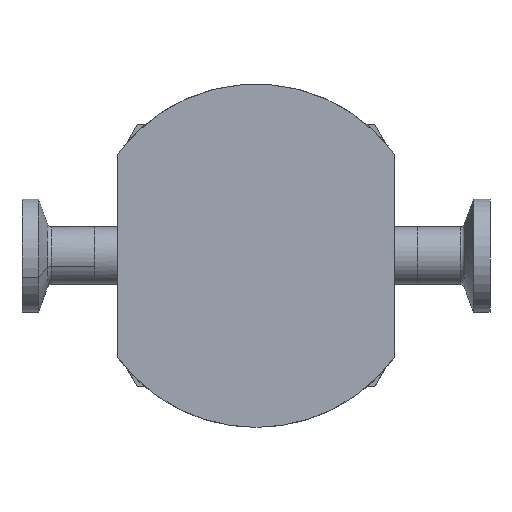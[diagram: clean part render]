
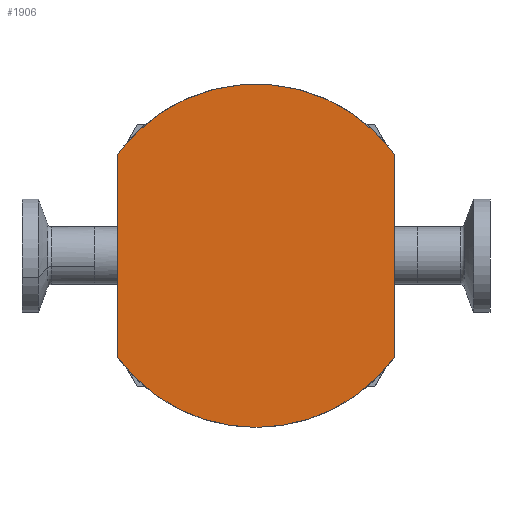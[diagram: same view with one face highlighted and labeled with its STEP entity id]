
A CAD part, front view. The second image highlights one B-rep face of the part: STEP entity #1906.
In plain terms, the highlighted planar face has unit normal (0, -1, 0).
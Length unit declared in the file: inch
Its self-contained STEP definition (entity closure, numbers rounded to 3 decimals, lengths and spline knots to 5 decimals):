
#105 = VERTEX_POINT ( 'NONE', #2065 ) ;
#335 = LINE ( 'NONE', #1450, #1465 ) ;
#358 = EDGE_CURVE ( 'NONE', #105, #2652, #1911, .T. ) ;
#526 = CARTESIAN_POINT ( 'NONE',  ( 1.201, 0., -0.88187 ) ) ;
#603 = EDGE_CURVE ( 'NONE', #3080, #2797, #335, .T. ) ;
#762 = AXIS2_PLACEMENT_3D ( 'NONE', #2916, #1255, #1782 ) ;
#801 = FACE_OUTER_BOUND ( 'NONE', #2249, .T. ) ;
#815 = CARTESIAN_POINT ( 'NONE',  ( -1.201, 0., -0.88187 ) ) ;
#844 = CIRCLE ( 'NONE', #3095, 1.49 ) ;
#1037 = ORIENTED_EDGE ( 'NONE', *, *, #2131, .T. ) ;
#1143 = CIRCLE ( 'NONE', #3140, 1.49 ) ;
#1255 = DIRECTION ( 'NONE',  ( 0., -1., 0. ) ) ;
#1334 = ORIENTED_EDGE ( 'NONE', *, *, #3543, .T. ) ;
#1397 = CIRCLE ( 'NONE', #762, 1.49 ) ;
#1450 = CARTESIAN_POINT ( 'NONE',  ( 1.201, 0., 0. ) ) ;
#1465 = VECTOR ( 'NONE', #3205, 39.37008 ) ;
#1511 = ORIENTED_EDGE ( 'NONE', *, *, #3509, .T. ) ;
#1549 = VECTOR ( 'NONE', #1624, 39.37008 ) ;
#1624 = DIRECTION ( 'NONE',  ( 0., 0., -1. ) ) ;
#1782 = DIRECTION ( 'NONE',  ( 0., 0., -1. ) ) ;
#1789 = DIRECTION ( 'NONE',  ( 0., 0., -1. ) ) ;
#1906 = ADVANCED_FACE ( 'NONE', ( #801 ), #2339, .T. ) ;
#1911 = LINE ( 'NONE', #3292, #1549 ) ;
#1954 = ORIENTED_EDGE ( 'NONE', *, *, #603, .T. ) ;
#1990 = VERTEX_POINT ( 'NONE', #3208 ) ;
#2065 = CARTESIAN_POINT ( 'NONE',  ( -1.201, 0., 0.88187 ) ) ;
#2131 = EDGE_CURVE ( 'NONE', #1990, #3080, #844, .T. ) ;
#2135 = CARTESIAN_POINT ( 'NONE',  ( 0., 0., 0. ) ) ;
#2249 = EDGE_LOOP ( 'NONE', ( #1334, #1037, #1954, #1511, #2803 ) ) ;
#2339 = PLANE ( 'NONE',  #3073 ) ;
#2481 = CARTESIAN_POINT ( 'NONE',  ( 0., 0., 0. ) ) ;
#2623 = DIRECTION ( 'NONE',  ( 0., -1., 0. ) ) ;
#2652 = VERTEX_POINT ( 'NONE', #815 ) ;
#2688 = DIRECTION ( 'NONE',  ( 0., 0., -1. ) ) ;
#2797 = VERTEX_POINT ( 'NONE', #3089 ) ;
#2803 = ORIENTED_EDGE ( 'NONE', *, *, #358, .T. ) ;
#2916 = CARTESIAN_POINT ( 'NONE',  ( 0., 0., 0. ) ) ;
#3007 = DIRECTION ( 'NONE',  ( 0., -1., 0. ) ) ;
#3033 = DIRECTION ( 'NONE',  ( 0., 0., -1. ) ) ;
#3073 = AXIS2_PLACEMENT_3D ( 'NONE', #3443, #2623, #1789 ) ;
#3080 = VERTEX_POINT ( 'NONE', #526 ) ;
#3089 = CARTESIAN_POINT ( 'NONE',  ( 1.201, 0., 0.88187 ) ) ;
#3095 = AXIS2_PLACEMENT_3D ( 'NONE', #2481, #3007, #3033 ) ;
#3140 = AXIS2_PLACEMENT_3D ( 'NONE', #2135, #3238, #2688 ) ;
#3205 = DIRECTION ( 'NONE',  ( 0., 0., 1. ) ) ;
#3208 = CARTESIAN_POINT ( 'NONE',  ( 0., 0., -1.49 ) ) ;
#3238 = DIRECTION ( 'NONE',  ( 0., -1., 0. ) ) ;
#3292 = CARTESIAN_POINT ( 'NONE',  ( -1.201, 0., 0. ) ) ;
#3443 = CARTESIAN_POINT ( 'NONE',  ( 0., 0., 0. ) ) ;
#3509 = EDGE_CURVE ( 'NONE', #2797, #105, #1397, .T. ) ;
#3543 = EDGE_CURVE ( 'NONE', #2652, #1990, #1143, .T. ) ;
